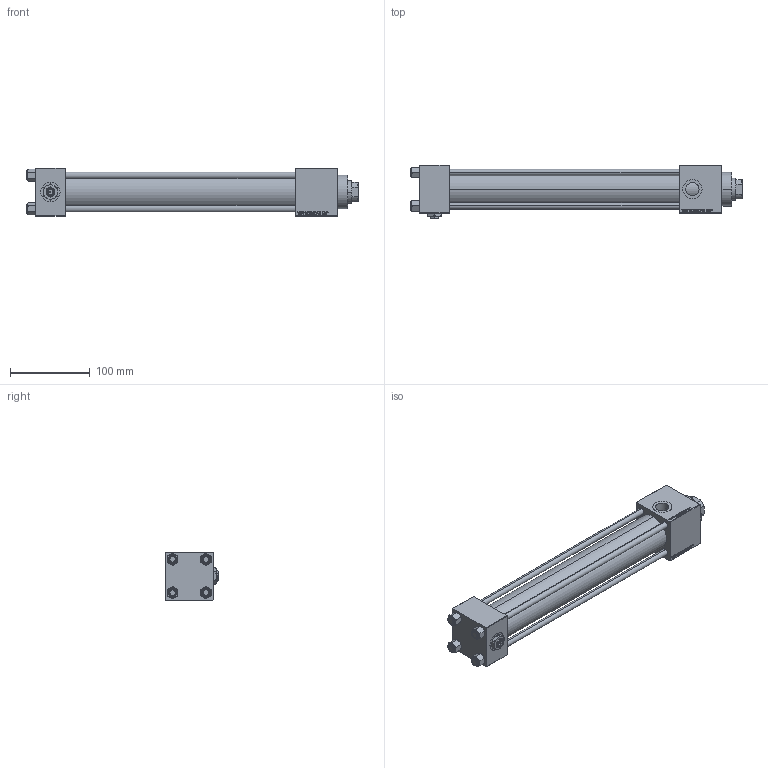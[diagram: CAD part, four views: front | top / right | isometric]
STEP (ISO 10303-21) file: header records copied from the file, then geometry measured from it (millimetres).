
FILE_DESCRIPTION (( 'STEP AP203' ), '1' );
FILE_NAME ('0884.STEP', '2025-02-25T12:20:15', ( '' ), ( '' ), 'SwSTEP 2.0', 'SolidWorks 2019', '' );
FILE_SCHEMA (( 'CONFIG_CONTROL_DESIGN' ));
Length unit declared in the file: millimetre
Products named in the file (9): 0884; FEMALE_PART_FOR_DFA c1c6cf42ca28b47622566f122ebce011; Zatka_pro_OIL_PORT c1c6cf42ca28b47622566f122ebce011; V215CR_VCP_C c1c6cf42ca28b47622566f122ebce011; DFA c1c6cf42ca28b47622566f122ebce011; V215CR_C_TYCINKA c1c6cf42ca28b47622566f122ebce011; V215_VC_A c1c6cf42ca28b47622566f122ebce011; V215CR_C_Body c1c6cf42ca28b47622566f122ebce011; NUT_M5_C c1c6cf42ca28b47622566f122ebce011
Assembly tree (14 placements, depth 3):
  0884
    V215CR_C_Body c1c6cf42ca28b47622566f122ebce011
    V215CR_VCP_C c1c6cf42ca28b47622566f122ebce011
    NUT_M5_C c1c6cf42ca28b47622566f122ebce011  x4
    V215CR_C_TYCINKA c1c6cf42ca28b47622566f122ebce011  x4
    V215_VC_A c1c6cf42ca28b47622566f122ebce011
    DFA c1c6cf42ca28b47622566f122ebce011
      FEMALE_PART_FOR_DFA c1c6cf42ca28b47622566f122ebce011
    Zatka_pro_OIL_PORT c1c6cf42ca28b47622566f122ebce011
Bounding box: 415 x 67 x 60 mm (x, y, z)
Volume: 727708.7 mm3; surface area: 226318.6 mm2
Topology: 13 solids, 13 shells, 1235 faces, 3070 edges, 1981 vertices
Faces by surface type: plane 562, bspline 392, cone 170, cylinder 103, torus 8
Entity records: 53085 total; most frequent: CARTESIAN_POINT 27773, ORIENTED_EDGE 5632, DIRECTION 3696, EDGE_CURVE 2816, VERTEX_POINT 1837, VECTOR 1672, LINE 1672, EDGE_LOOP 1249
